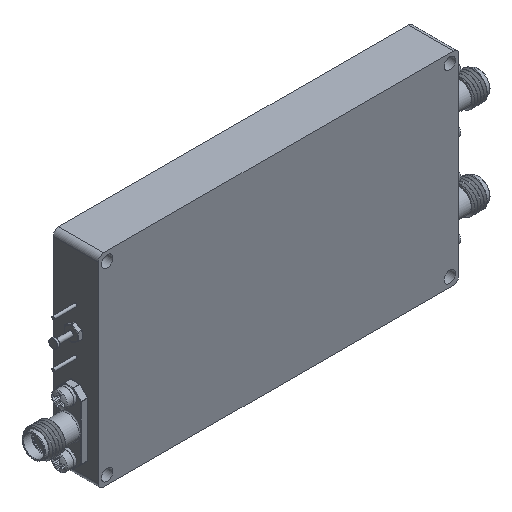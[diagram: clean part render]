
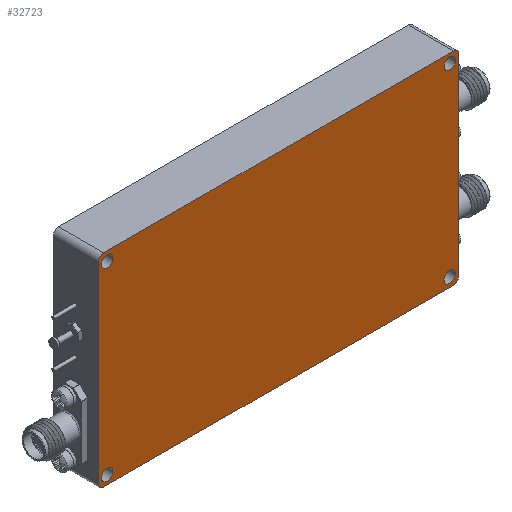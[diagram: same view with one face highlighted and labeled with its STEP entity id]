
A CAD part, isometric view. The second image highlights one B-rep face of the part: STEP entity #32723.
In plain terms, the highlighted planar face has unit normal (0, -1, 0).
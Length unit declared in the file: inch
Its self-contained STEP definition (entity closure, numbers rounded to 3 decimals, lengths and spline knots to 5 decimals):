
#295 = CARTESIAN_POINT ( 'NONE',  ( -1.52, -0.2, -0.82 ) ) ;
#617 = VERTEX_POINT ( 'NONE', #19046 ) ;
#888 = LINE ( 'NONE', #43207, #6866 ) ;
#1567 = CARTESIAN_POINT ( 'NONE',  ( 1.52, -0.2, 0.82 ) ) ;
#2173 = CARTESIAN_POINT ( 'NONE',  ( -1.55, -0.2, 0.85 ) ) ;
#3525 = DIRECTION ( 'NONE',  ( 0., 1., 0. ) ) ;
#4572 = EDGE_CURVE ( 'NONE', #16265, #47830, #5136, .T. ) ;
#4833 = DIRECTION ( 'NONE',  ( 0., 0., 1. ) ) ;
#5136 = CIRCLE ( 'NONE', #28298, 0.05 ) ;
#5835 = ORIENTED_EDGE ( 'NONE', *, *, #52814, .F. ) ;
#6031 = AXIS2_PLACEMENT_3D ( 'NONE', #1567, #20296, #16095 ) ;
#6866 = VECTOR ( 'NONE', #25075, 39.37008 ) ;
#7253 = EDGE_CURVE ( 'NONE', #47830, #12023, #888, .T. ) ;
#7641 = VERTEX_POINT ( 'NONE', #36307 ) ;
#8168 = VECTOR ( 'NONE', #9325, 39.37008 ) ;
#8264 = AXIS2_PLACEMENT_3D ( 'NONE', #15569, #33667, #47951 ) ;
#8321 = DIRECTION ( 'NONE',  ( 0., 0., 1. ) ) ;
#8903 = FACE_BOUND ( 'NONE', #15232, .T. ) ;
#8975 = ORIENTED_EDGE ( 'NONE', *, *, #42806, .T. ) ;
#9325 = DIRECTION ( 'NONE',  ( 0., 0., -1. ) ) ;
#10306 = ORIENTED_EDGE ( 'NONE', *, *, #37207, .T. ) ;
#12023 = VERTEX_POINT ( 'NONE', #12279 ) ;
#12279 = CARTESIAN_POINT ( 'NONE',  ( -1.55, -0.2, -0.9 ) ) ;
#12962 = LINE ( 'NONE', #58973, #8168 ) ;
#13444 = CARTESIAN_POINT ( 'NONE',  ( -1.55, -0.2, 0.85 ) ) ;
#13449 = DIRECTION ( 'NONE',  ( 0., 1., 0. ) ) ;
#14618 = FACE_OUTER_BOUND ( 'NONE', #22565, .T. ) ;
#15087 = VECTOR ( 'NONE', #17753, 39.37008 ) ;
#15232 = EDGE_LOOP ( 'NONE', ( #16762 ) ) ;
#15569 = CARTESIAN_POINT ( 'NONE',  ( 1.52, -0.2, -0.82 ) ) ;
#16095 = DIRECTION ( 'NONE',  ( 0., 0., 1. ) ) ;
#16242 = ORIENTED_EDGE ( 'NONE', *, *, #54529, .T. ) ;
#16265 = VERTEX_POINT ( 'NONE', #46715 ) ;
#16762 = ORIENTED_EDGE ( 'NONE', *, *, #25098, .T. ) ;
#16968 = ORIENTED_EDGE ( 'NONE', *, *, #53724, .F. ) ;
#17753 = DIRECTION ( 'NONE',  ( 0., 0., 1. ) ) ;
#18365 = CIRCLE ( 'NONE', #54151, 0.05075 ) ;
#18445 = VERTEX_POINT ( 'NONE', #25483 ) ;
#19046 = CARTESIAN_POINT ( 'NONE',  ( -1.52, -0.2, 0.87075 ) ) ;
#19111 = CARTESIAN_POINT ( 'NONE',  ( 1.52, -0.2, 0.87075 ) ) ;
#20005 = CARTESIAN_POINT ( 'NONE',  ( 1.6, -0.2, 0.85 ) ) ;
#20010 = ORIENTED_EDGE ( 'NONE', *, *, #42226, .F. ) ;
#20296 = DIRECTION ( 'NONE',  ( 0., 1., 0. ) ) ;
#20617 = DIRECTION ( 'NONE',  ( 0., 1., 0. ) ) ;
#22565 = EDGE_LOOP ( 'NONE', ( #45638, #20010, #5835, #22933, #25628, #16968, #38312, #24850 ) ) ;
#22594 = CARTESIAN_POINT ( 'NONE',  ( -1.55, -0.2, -0.85 ) ) ;
#22699 = CARTESIAN_POINT ( 'NONE',  ( -1.52, -0.2, -0.76925 ) ) ;
#22933 = ORIENTED_EDGE ( 'NONE', *, *, #7253, .F. ) ;
#23081 = FACE_BOUND ( 'NONE', #51970, .T. ) ;
#23359 = AXIS2_PLACEMENT_3D ( 'NONE', #22594, #45002, #41024 ) ;
#23681 = FACE_BOUND ( 'NONE', #43224, .T. ) ;
#23803 = EDGE_CURVE ( 'NONE', #42455, #18445, #29718, .T. ) ;
#24492 = EDGE_LOOP ( 'NONE', ( #10306 ) ) ;
#24850 = ORIENTED_EDGE ( 'NONE', *, *, #23803, .F. ) ;
#25075 = DIRECTION ( 'NONE',  ( -1., 0., 0. ) ) ;
#25098 = EDGE_CURVE ( 'NONE', #33621, #33621, #53328, .T. ) ;
#25134 = AXIS2_PLACEMENT_3D ( 'NONE', #13444, #48884, #8321 ) ;
#25483 = CARTESIAN_POINT ( 'NONE',  ( 1.55, -0.2, 0.9 ) ) ;
#25628 = ORIENTED_EDGE ( 'NONE', *, *, #4572, .F. ) ;
#26828 = LINE ( 'NONE', #59229, #15087 ) ;
#28298 = AXIS2_PLACEMENT_3D ( 'NONE', #33024, #13449, #54875 ) ;
#29718 = LINE ( 'NONE', #34810, #55244 ) ;
#32003 = VERTEX_POINT ( 'NONE', #40714 ) ;
#32723 = ADVANCED_FACE ( 'NONE', ( #50644, #23681, #8903, #23081, #14618 ), #41518, .F. ) ;
#33024 = CARTESIAN_POINT ( 'NONE',  ( 1.55, -0.2, -0.85 ) ) ;
#33621 = VERTEX_POINT ( 'NONE', #19111 ) ;
#33667 = DIRECTION ( 'NONE',  ( 0., 1., 0. ) ) ;
#34653 = CARTESIAN_POINT ( 'NONE',  ( -1.52, -0.2, 0.82 ) ) ;
#34810 = CARTESIAN_POINT ( 'NONE',  ( -1.55, -0.2, 0.9 ) ) ;
#34956 = DIRECTION ( 'NONE',  ( 0., 1., 0. ) ) ;
#35574 = DIRECTION ( 'NONE',  ( 0., 0., 1. ) ) ;
#36307 = CARTESIAN_POINT ( 'NONE',  ( 1.52, -0.2, -0.76925 ) ) ;
#37138 = VERTEX_POINT ( 'NONE', #40814 ) ;
#37207 = EDGE_CURVE ( 'NONE', #48793, #48793, #18365, .T. ) ;
#38312 = ORIENTED_EDGE ( 'NONE', *, *, #46381, .F. ) ;
#38384 = DIRECTION ( 'NONE',  ( 0., 1., 0. ) ) ;
#39067 = DIRECTION ( 'NONE',  ( 1., 0., 0. ) ) ;
#39793 = CIRCLE ( 'NONE', #23359, 0.05 ) ;
#40062 = AXIS2_PLACEMENT_3D ( 'NONE', #34653, #34956, #48941 ) ;
#40118 = CARTESIAN_POINT ( 'NONE',  ( 1.55, -0.2, 0.85 ) ) ;
#40714 = CARTESIAN_POINT ( 'NONE',  ( -1.6, -0.2, -0.85 ) ) ;
#40814 = CARTESIAN_POINT ( 'NONE',  ( -1.6, -0.2, 0.85 ) ) ;
#40914 = CARTESIAN_POINT ( 'NONE',  ( 1.55, -0.2, -0.9 ) ) ;
#41024 = DIRECTION ( 'NONE',  ( 0., 0., 1. ) ) ;
#41518 = PLANE ( 'NONE',  #51765 ) ;
#42012 = CIRCLE ( 'NONE', #40062, 0.05075 ) ;
#42226 = EDGE_CURVE ( 'NONE', #32003, #37138, #26828, .T. ) ;
#42455 = VERTEX_POINT ( 'NONE', #58060 ) ;
#42806 = EDGE_CURVE ( 'NONE', #7641, #7641, #48876, .T. ) ;
#43207 = CARTESIAN_POINT ( 'NONE',  ( -1.55, -0.2, -0.9 ) ) ;
#43224 = EDGE_LOOP ( 'NONE', ( #8975 ) ) ;
#43606 = DIRECTION ( 'NONE',  ( 0., 0., 1. ) ) ;
#45002 = DIRECTION ( 'NONE',  ( 0., 1., 0. ) ) ;
#45638 = ORIENTED_EDGE ( 'NONE', *, *, #50254, .F. ) ;
#46381 = EDGE_CURVE ( 'NONE', #18445, #54311, #56709, .T. ) ;
#46715 = CARTESIAN_POINT ( 'NONE',  ( 1.6, -0.2, -0.85 ) ) ;
#47830 = VERTEX_POINT ( 'NONE', #40914 ) ;
#47951 = DIRECTION ( 'NONE',  ( 0., 0., 1. ) ) ;
#48793 = VERTEX_POINT ( 'NONE', #22699 ) ;
#48876 = CIRCLE ( 'NONE', #8264, 0.05075 ) ;
#48884 = DIRECTION ( 'NONE',  ( 0., 1., 0. ) ) ;
#48941 = DIRECTION ( 'NONE',  ( 0., 0., 1. ) ) ;
#50254 = EDGE_CURVE ( 'NONE', #37138, #42455, #55110, .T. ) ;
#50644 = FACE_BOUND ( 'NONE', #24492, .T. ) ;
#51719 = AXIS2_PLACEMENT_3D ( 'NONE', #40118, #3525, #35574 ) ;
#51765 = AXIS2_PLACEMENT_3D ( 'NONE', #2173, #20617, #43606 ) ;
#51970 = EDGE_LOOP ( 'NONE', ( #16242 ) ) ;
#52814 = EDGE_CURVE ( 'NONE', #12023, #32003, #39793, .T. ) ;
#53328 = CIRCLE ( 'NONE', #6031, 0.05075 ) ;
#53724 = EDGE_CURVE ( 'NONE', #54311, #16265, #12962, .T. ) ;
#54151 = AXIS2_PLACEMENT_3D ( 'NONE', #295, #38384, #4833 ) ;
#54311 = VERTEX_POINT ( 'NONE', #20005 ) ;
#54529 = EDGE_CURVE ( 'NONE', #617, #617, #42012, .T. ) ;
#54875 = DIRECTION ( 'NONE',  ( 0., 0., -1. ) ) ;
#55110 = CIRCLE ( 'NONE', #25134, 0.05 ) ;
#55244 = VECTOR ( 'NONE', #39067, 39.37008 ) ;
#56709 = CIRCLE ( 'NONE', #51719, 0.05 ) ;
#58060 = CARTESIAN_POINT ( 'NONE',  ( -1.55, -0.2, 0.9 ) ) ;
#58973 = CARTESIAN_POINT ( 'NONE',  ( 1.6, -0.2, -0.85 ) ) ;
#59229 = CARTESIAN_POINT ( 'NONE',  ( -1.6, -0.2, -0.85 ) ) ;
